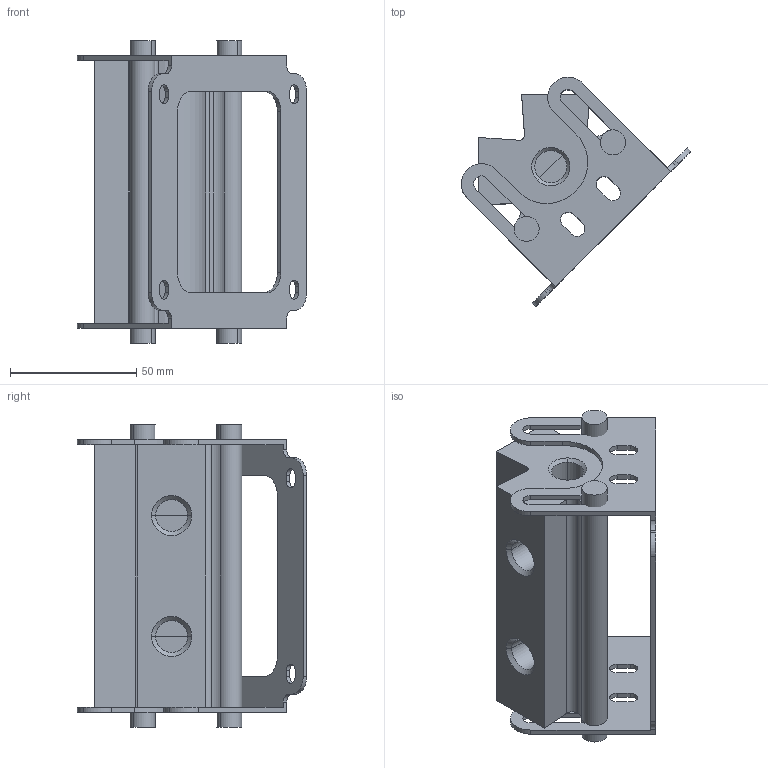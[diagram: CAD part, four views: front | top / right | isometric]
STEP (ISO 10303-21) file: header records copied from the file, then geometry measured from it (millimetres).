
FILE_DESCRIPTION(/* description */ (''),/* implementation_level */ '2;1');
FILE_NAME(/* name */ 'Plumbing_Joints_Aignep_4-Ways-Manifold-90644-3DView-Preview',/* time_stamp */ '2025-08-20T22:00:26+03:00',/* author */ (''),/* organization */ (''),/* preprocessor_version */ 'ST-DEVELOPER v20',/* originating_system */ '',/* authorisation */ '');
FILE_SCHEMA (('AP242_MANAGED_MODEL_BASED_3D_ENGINEERING_MIM_LF { 1 0 10303 442 1 1 4 }'));
Length unit declared in the file: millimetre
Products named in the file (2): TopLevelAssembly; 90644
Assembly tree (1 placements, depth 2):
  TopLevelAssembly
    90644
Bounding box: 91.02 x 91.02 x 120 mm (x, y, z)
Volume: 188571.8 mm3; surface area: 51993.5 mm2
Topology: 6 solids, 6 shells, 178 faces, 452 edges, 292 vertices
Faces by surface type: cylinder 86, plane 80, bspline 12
Entity records: 5727 total; most frequent: CARTESIAN_POINT 1033, DIRECTION 974, ORIENTED_EDGE 904, EDGE_CURVE 452, AXIS2_PLACEMENT_3D 353, VERTEX_POINT 292, LINE 268, VECTOR 268
